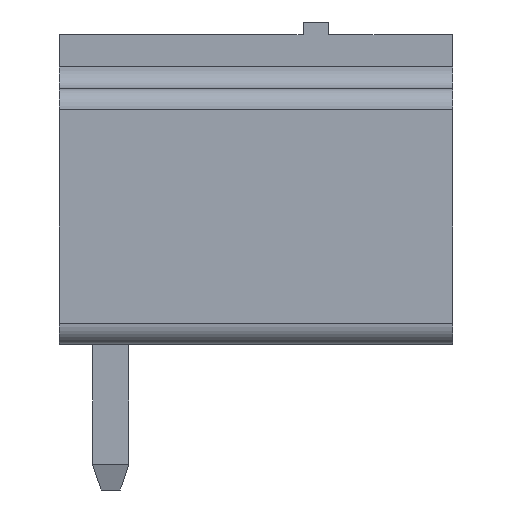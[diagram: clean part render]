
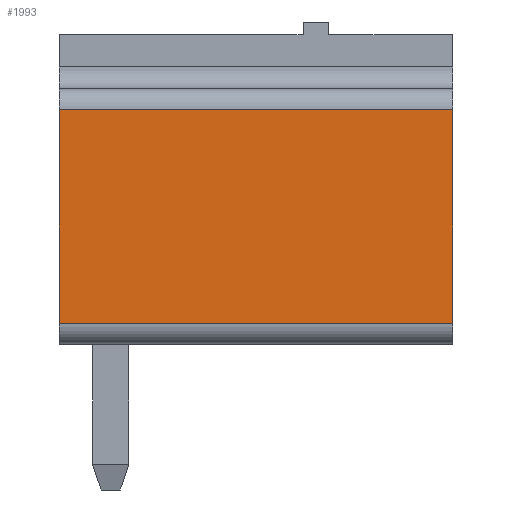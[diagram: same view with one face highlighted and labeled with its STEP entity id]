
A CAD part, left-side view. The second image highlights one B-rep face of the part: STEP entity #1993.
In plain terms, the highlighted planar face has unit normal (-1, 0, 0).
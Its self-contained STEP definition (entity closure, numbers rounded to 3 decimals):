
#32 = PLANE('',#33);
#33 = AXIS2_PLACEMENT_3D('',#34,#35,#36);
#34 = CARTESIAN_POINT('',(-6.9,1.2,0.));
#35 = DIRECTION('',(0.,1.,0.));
#36 = DIRECTION('',(-1.,0.,0.));
#57 = VERTEX_POINT('',#58);
#58 = CARTESIAN_POINT('',(-6.9,1.2,0.5));
#73 = CYLINDRICAL_SURFACE('',#74,0.5);
#74 = AXIS2_PLACEMENT_3D('',#75,#76,#77);
#75 = CARTESIAN_POINT('',(-6.4,1.2,0.5));
#76 = DIRECTION('',(0.,-1.,0.));
#77 = DIRECTION('',(0.,0.,-1.));
#85 = EDGE_CURVE('',#86,#57,#88,.T.);
#86 = VERTEX_POINT('',#87);
#87 = CARTESIAN_POINT('',(-6.9,1.2,5.5));
#88 = SURFACE_CURVE('',#89,(#93,#100),.PCURVE_S1.);
#89 = LINE('',#90,#91);
#90 = CARTESIAN_POINT('',(-6.9,1.2,6.));
#91 = VECTOR('',#92,1.);
#92 = DIRECTION('',(0.,0.,-1.));
#93 = PCURVE('',#32,#94);
#94 = DEFINITIONAL_REPRESENTATION('',(#95),#99);
#95 = LINE('',#96,#97);
#96 = CARTESIAN_POINT('',(0.,6.));
#97 = VECTOR('',#98,1.);
#98 = DIRECTION('',(0.,-1.));
#99 = ( GEOMETRIC_REPRESENTATION_CONTEXT(2)
PARAMETRIC_REPRESENTATION_CONTEXT() REPRESENTATION_CONTEXT('2D SPACE',''
) );
#100 = PCURVE('',#101,#106);
#101 = PLANE('',#102);
#102 = AXIS2_PLACEMENT_3D('',#103,#104,#105);
#103 = CARTESIAN_POINT('',(-6.9,1.2,6.));
#104 = DIRECTION('',(1.,0.,0.));
#105 = DIRECTION('',(0.,0.,-1.));
#106 = DEFINITIONAL_REPRESENTATION('',(#107),#111);
#107 = LINE('',#108,#109);
#108 = CARTESIAN_POINT('',(0.,0.));
#109 = VECTOR('',#110,1.);
#110 = DIRECTION('',(1.,0.));
#111 = ( GEOMETRIC_REPRESENTATION_CONTEXT(2)
PARAMETRIC_REPRESENTATION_CONTEXT() REPRESENTATION_CONTEXT('2D SPACE',''
) );
#134 = CYLINDRICAL_SURFACE('',#135,0.5);
#135 = AXIS2_PLACEMENT_3D('',#136,#137,#138);
#136 = CARTESIAN_POINT('',(-6.4,1.2,5.5));
#137 = DIRECTION('',(0.,-1.,0.));
#138 = DIRECTION('',(0.,0.,1.));
#479 = PLANE('',#480);
#480 = AXIS2_PLACEMENT_3D('',#481,#482,#483);
#481 = CARTESIAN_POINT('',(-6.9,-8.,0.));
#482 = DIRECTION('',(0.,1.,0.));
#483 = DIRECTION('',(-1.,0.,0.));
#1894 = EDGE_CURVE('',#57,#1895,#1897,.T.);
#1895 = VERTEX_POINT('',#1896);
#1896 = CARTESIAN_POINT('',(-6.9,-8.,0.5));
#1897 = SURFACE_CURVE('',#1898,(#1902,#1909),.PCURVE_S1.);
#1898 = LINE('',#1899,#1900);
#1899 = CARTESIAN_POINT('',(-6.9,1.2,0.5));
#1900 = VECTOR('',#1901,1.);
#1901 = DIRECTION('',(0.,-1.,0.));
#1902 = PCURVE('',#73,#1903);
#1903 = DEFINITIONAL_REPRESENTATION('',(#1904),#1908);
#1904 = LINE('',#1905,#1906);
#1905 = CARTESIAN_POINT('',(-1.571,0.));
#1906 = VECTOR('',#1907,1.);
#1907 = DIRECTION('',(0.,1.));
#1908 = ( GEOMETRIC_REPRESENTATION_CONTEXT(2)
PARAMETRIC_REPRESENTATION_CONTEXT() REPRESENTATION_CONTEXT('2D SPACE',''
) );
#1909 = PCURVE('',#101,#1910);
#1910 = DEFINITIONAL_REPRESENTATION('',(#1911),#1915);
#1911 = LINE('',#1912,#1913);
#1912 = CARTESIAN_POINT('',(5.5,0.));
#1913 = VECTOR('',#1914,1.);
#1914 = DIRECTION('',(0.,-1.));
#1915 = ( GEOMETRIC_REPRESENTATION_CONTEXT(2)
PARAMETRIC_REPRESENTATION_CONTEXT() REPRESENTATION_CONTEXT('2D SPACE',''
) );
#1993 = ADVANCED_FACE('',(#1994),#101,.F.);
#1994 = FACE_BOUND('',#1995,.F.);
#1995 = EDGE_LOOP('',(#1996,#1997,#2020,#2041));
#1996 = ORIENTED_EDGE('',*,*,#85,.F.);
#1997 = ORIENTED_EDGE('',*,*,#1998,.T.);
#1998 = EDGE_CURVE('',#86,#1999,#2001,.T.);
#1999 = VERTEX_POINT('',#2000);
#2000 = CARTESIAN_POINT('',(-6.9,-8.,5.5));
#2001 = SURFACE_CURVE('',#2002,(#2006,#2013),.PCURVE_S1.);
#2002 = LINE('',#2003,#2004);
#2003 = CARTESIAN_POINT('',(-6.9,1.2,5.5));
#2004 = VECTOR('',#2005,1.);
#2005 = DIRECTION('',(0.,-1.,0.));
#2006 = PCURVE('',#101,#2007);
#2007 = DEFINITIONAL_REPRESENTATION('',(#2008),#2012);
#2008 = LINE('',#2009,#2010);
#2009 = CARTESIAN_POINT('',(0.5,0.));
#2010 = VECTOR('',#2011,1.);
#2011 = DIRECTION('',(0.,-1.));
#2012 = ( GEOMETRIC_REPRESENTATION_CONTEXT(2)
PARAMETRIC_REPRESENTATION_CONTEXT() REPRESENTATION_CONTEXT('2D SPACE',''
) );
#2013 = PCURVE('',#134,#2014);
#2014 = DEFINITIONAL_REPRESENTATION('',(#2015),#2019);
#2015 = LINE('',#2016,#2017);
#2016 = CARTESIAN_POINT('',(1.571,0.));
#2017 = VECTOR('',#2018,1.);
#2018 = DIRECTION('',(0.,1.));
#2019 = ( GEOMETRIC_REPRESENTATION_CONTEXT(2)
PARAMETRIC_REPRESENTATION_CONTEXT() REPRESENTATION_CONTEXT('2D SPACE',''
) );
#2020 = ORIENTED_EDGE('',*,*,#2021,.T.);
#2021 = EDGE_CURVE('',#1999,#1895,#2022,.T.);
#2022 = SURFACE_CURVE('',#2023,(#2027,#2034),.PCURVE_S1.);
#2023 = LINE('',#2024,#2025);
#2024 = CARTESIAN_POINT('',(-6.9,-8.,6.));
#2025 = VECTOR('',#2026,1.);
#2026 = DIRECTION('',(0.,0.,-1.));
#2027 = PCURVE('',#101,#2028);
#2028 = DEFINITIONAL_REPRESENTATION('',(#2029),#2033);
#2029 = LINE('',#2030,#2031);
#2030 = CARTESIAN_POINT('',(0.,-9.2));
#2031 = VECTOR('',#2032,1.);
#2032 = DIRECTION('',(1.,0.));
#2033 = ( GEOMETRIC_REPRESENTATION_CONTEXT(2)
PARAMETRIC_REPRESENTATION_CONTEXT() REPRESENTATION_CONTEXT('2D SPACE',''
) );
#2034 = PCURVE('',#479,#2035);
#2035 = DEFINITIONAL_REPRESENTATION('',(#2036),#2040);
#2036 = LINE('',#2037,#2038);
#2037 = CARTESIAN_POINT('',(0.,6.));
#2038 = VECTOR('',#2039,1.);
#2039 = DIRECTION('',(0.,-1.));
#2040 = ( GEOMETRIC_REPRESENTATION_CONTEXT(2)
PARAMETRIC_REPRESENTATION_CONTEXT() REPRESENTATION_CONTEXT('2D SPACE',''
) );
#2041 = ORIENTED_EDGE('',*,*,#1894,.F.);
